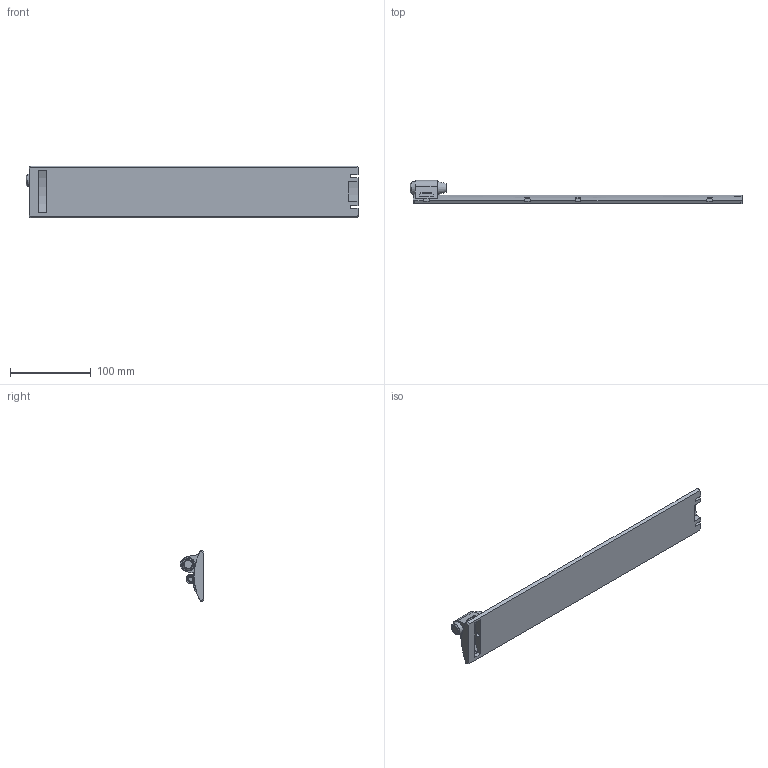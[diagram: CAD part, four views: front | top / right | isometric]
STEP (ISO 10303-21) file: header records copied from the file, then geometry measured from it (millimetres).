
FILE_DESCRIPTION(/* description */ (''),/* implementation_level */ '2;1');
FILE_NAME(/* name */ 'left panel basic.step',/* time_stamp */ '2020-12-09T13:07:40-08:00',/* author */ (''),/* organization */ (''),/* preprocessor_version */ 'ST-DEVELOPER v18.1',/* originating_system */ 'Autodesk Translation Framework v9.3.0.1241',/* authorisation */ '');
FILE_SCHEMA (('AUTOMOTIVE_DESIGN { 1 0 10303 214 3 1 1 }'));
Length unit declared in the file: millimetre
Products named in the file (1): Flavor Panel
Bounding box: 411.52 x 28.67 x 64.24 mm (x, y, z)
Volume: 213057.1 mm3; surface area: 67800.2 mm2
Topology: 1 solids, 1 shells, 179 faces, 482 edges, 320 vertices
Faces by surface type: plane 115, cylinder 40, bspline 18, cone 4, torus 2
Full cylindrical faces by diameter (mm): 5.5 x3, 8 x1, 10 x1
Entity records: 7026 total; most frequent: CARTESIAN_POINT 2516, ORIENTED_EDGE 964, DIRECTION 880, EDGE_CURVE 482, VERTEX_POINT 320, LINE 296, VECTOR 296, AXIS2_PLACEMENT_3D 292
